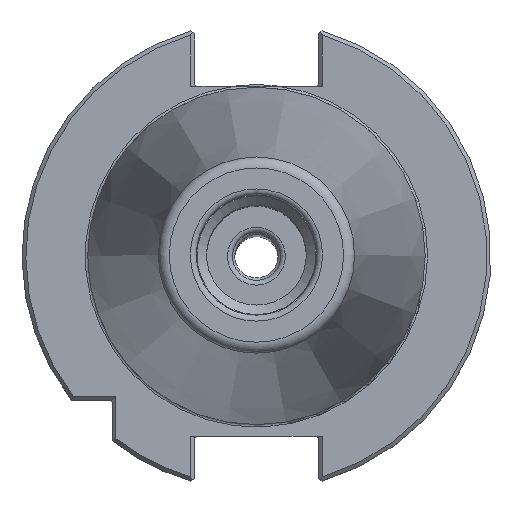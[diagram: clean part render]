
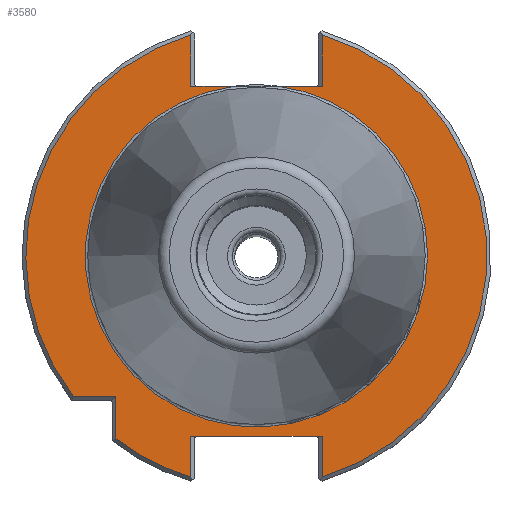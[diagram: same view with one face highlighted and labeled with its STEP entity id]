
A CAD part, top view. The second image highlights one B-rep face of the part: STEP entity #3580.
In plain terms, the highlighted planar face has unit normal (0, 0, 1).
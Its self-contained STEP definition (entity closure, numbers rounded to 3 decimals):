
#117=LINE('',#5136,#221);
#121=LINE('',#5152,#225);
#133=LINE('',#5294,#237);
#138=LINE('',#5308,#242);
#159=LINE('',#5374,#263);
#160=LINE('',#5376,#264);
#161=LINE('',#5378,#265);
#162=LINE('',#5379,#266);
#163=LINE('',#5380,#267);
#221=VECTOR('',#4366,1000.);
#225=VECTOR('',#4376,1000.);
#237=VECTOR('',#4446,1000.);
#242=VECTOR('',#4457,1000.);
#263=VECTOR('',#4516,1000.);
#264=VECTOR('',#4519,1000.);
#265=VECTOR('',#4520,1000.);
#266=VECTOR('',#4521,1000.);
#267=VECTOR('',#4522,1000.);
#400=PLANE('',#3877);
#840=ORIENTED_EDGE('',*,*,#1190,.T.);
#841=ORIENTED_EDGE('',*,*,#1264,.T.);
#842=ORIENTED_EDGE('',*,*,#1265,.F.);
#843=ORIENTED_EDGE('',*,*,#1266,.T.);
#844=ORIENTED_EDGE('',*,*,#1192,.T.);
#845=ORIENTED_EDGE('',*,*,#1234,.T.);
#846=ORIENTED_EDGE('',*,*,#1267,.F.);
#847=ORIENTED_EDGE('',*,*,#1188,.F.);
#848=ORIENTED_EDGE('',*,*,#1268,.F.);
#849=ORIENTED_EDGE('',*,*,#1227,.T.);
#850=ORIENTED_EDGE('',*,*,#1185,.T.);
#851=ORIENTED_EDGE('',*,*,#1184,.T.);
#852=ORIENTED_EDGE('',*,*,#1177,.T.);
#1177=EDGE_CURVE('',#1462,#1461,#117,.T.);
#1184=EDGE_CURVE('',#1465,#1462,#121,.T.);
#1185=EDGE_CURVE('',#1467,#1465,#1661,.T.);
#1188=EDGE_CURVE('',#1469,#1468,#1663,.T.);
#1190=EDGE_CURVE('',#1461,#1470,#1664,.T.);
#1192=EDGE_CURVE('',#1473,#1472,#1665,.T.);
#1227=EDGE_CURVE('',#1496,#1467,#133,.T.);
#1234=EDGE_CURVE('',#1472,#1501,#138,.T.);
#1264=EDGE_CURVE('',#1470,#1519,#159,.T.);
#1265=EDGE_CURVE('',#1520,#1519,#160,.T.);
#1266=EDGE_CURVE('',#1520,#1473,#161,.T.);
#1267=EDGE_CURVE('',#1468,#1501,#162,.T.);
#1268=EDGE_CURVE('',#1496,#1469,#163,.T.);
#1461=VERTEX_POINT('',#5135);
#1462=VERTEX_POINT('',#5137);
#1465=VERTEX_POINT('',#5148);
#1467=VERTEX_POINT('',#5155);
#1468=VERTEX_POINT('',#5162);
#1469=VERTEX_POINT('',#5163);
#1470=VERTEX_POINT('',#5170);
#1472=VERTEX_POINT('',#5178);
#1473=VERTEX_POINT('',#5180);
#1496=VERTEX_POINT('',#5295);
#1501=VERTEX_POINT('',#5307);
#1519=VERTEX_POINT('',#5373);
#1520=VERTEX_POINT('',#5377);
#1661=CIRCLE('',#3827,47.95);
#1663=CIRCLE('',#3830,35.591);
#1664=CIRCLE('',#3832,47.95);
#1665=CIRCLE('',#3834,47.95);
#1900=EDGE_LOOP('',(#840,#841,#842,#843,#844,#845,#846,#847,#848,#849,#850,
#851,#852));
#2165=FACE_BOUND('',#1900,.T.);
#3580=ADVANCED_FACE('',(#2165),#400,.T.);
#3827=AXIS2_PLACEMENT_3D('',#5154,#4379,#4380);
#3830=AXIS2_PLACEMENT_3D('',#5164,#4385,#4386);
#3832=AXIS2_PLACEMENT_3D('',#5171,#4389,#4390);
#3834=AXIS2_PLACEMENT_3D('',#5179,#4393,#4394);
#3877=AXIS2_PLACEMENT_3D('',#5375,#4517,#4518);
#4366=DIRECTION('',(0.,-1.,0.));
#4376=DIRECTION('',(1.,0.,0.));
#4379=DIRECTION('',(0.,0.,1.));
#4380=DIRECTION('',(1.,0.,0.));
#4385=DIRECTION('',(0.,0.,1.));
#4386=DIRECTION('',(1.,0.,0.));
#4389=DIRECTION('',(0.,0.,1.));
#4390=DIRECTION('',(1.,0.,0.));
#4393=DIRECTION('',(0.,0.,1.));
#4394=DIRECTION('',(1.,0.,0.));
#4446=DIRECTION('',(0.,1.,0.));
#4457=DIRECTION('',(0.,-1.,0.));
#4516=DIRECTION('',(0.,1.,0.));
#4517=DIRECTION('',(0.,0.,1.));
#4518=DIRECTION('',(1.,0.,0.));
#4519=DIRECTION('',(-1.,0.,0.));
#4520=DIRECTION('',(0.,-1.,0.));
#4521=DIRECTION('',(1.,0.,0.));
#4522=DIRECTION('',(1.,0.,0.));
#5135=CARTESIAN_POINT('',(-29.2,-38.034,-3.2));
#5136=CARTESIAN_POINT('',(-29.2,-38.616,-3.2));
#5137=CARTESIAN_POINT('',(-29.2,-29.2,-3.2));
#5148=CARTESIAN_POINT('',(-38.034,-29.2,-3.2));
#5152=CARTESIAN_POINT('',(-30.,-29.2,-3.2));
#5154=CARTESIAN_POINT('',(0.,0.,-3.2));
#5155=CARTESIAN_POINT('',(-13.65,45.966,-3.2));
#5162=CARTESIAN_POINT('',(4.543,35.3,-3.2));
#5163=CARTESIAN_POINT('',(-4.543,35.3,-3.2));
#5164=CARTESIAN_POINT('',(0.,0.,-3.2));
#5170=CARTESIAN_POINT('',(-13.65,-45.966,-3.2));
#5171=CARTESIAN_POINT('',(0.,0.,-3.2));
#5178=CARTESIAN_POINT('',(13.65,45.966,-3.2));
#5179=CARTESIAN_POINT('',(0.,0.,-3.2));
#5180=CARTESIAN_POINT('',(13.65,-45.966,-3.2));
#5294=CARTESIAN_POINT('',(-13.65,47.181,-3.2));
#5295=CARTESIAN_POINT('',(-13.65,35.3,-3.2));
#5307=CARTESIAN_POINT('',(13.65,35.3,-3.2));
#5308=CARTESIAN_POINT('',(13.65,35.3,-3.2));
#5373=CARTESIAN_POINT('',(-13.65,-37.5,-3.2));
#5374=CARTESIAN_POINT('',(-13.65,-37.5,-3.2));
#5375=CARTESIAN_POINT('',(35.591,0.,-3.2));
#5376=CARTESIAN_POINT('',(12.85,-37.5,-3.2));
#5377=CARTESIAN_POINT('',(13.65,-37.5,-3.2));
#5378=CARTESIAN_POINT('',(13.65,-47.181,-3.2));
#5379=CARTESIAN_POINT('',(-12.85,35.3,-3.2));
#5380=CARTESIAN_POINT('',(-12.85,35.3,-3.2));
